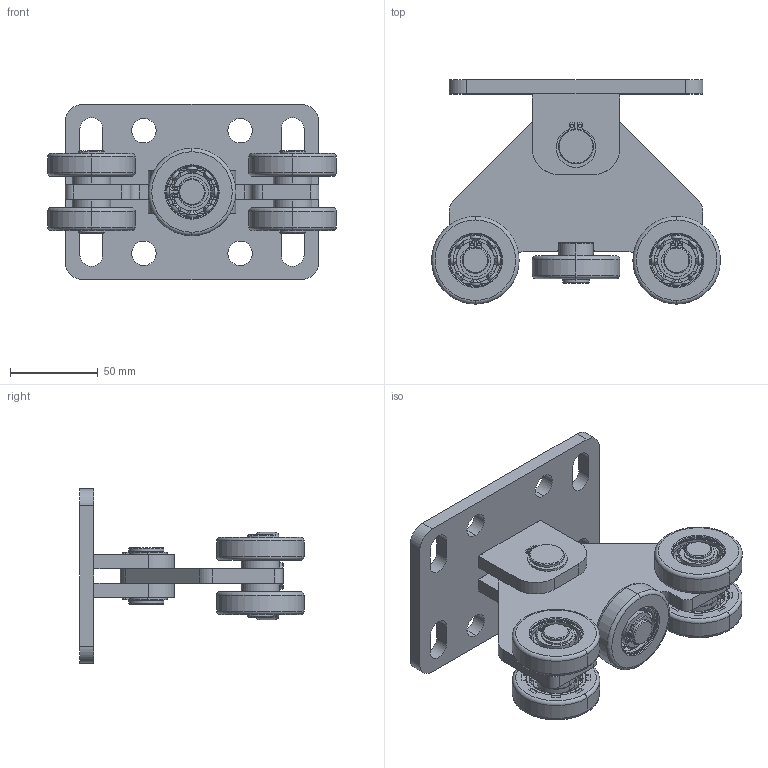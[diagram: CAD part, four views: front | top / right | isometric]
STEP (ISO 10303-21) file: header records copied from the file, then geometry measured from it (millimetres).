
FILE_DESCRIPTION (( 'STEP AP214' ), '1' );
FILE_NAME ('H-34BP-4-60x60.STEP', '2022-12-15T10:52:46', ( '' ), ( '' ), 'SwSTEP 2.0', 'SolidWorks 2019', '' );
FILE_SCHEMA (( 'AUTOMOTIVE_DESIGN' ));
Length unit declared in the file: millimetre
Products named in the file (21): H-34BP-4-60x60 P8; roulement_6202_2_01; roulement_6202_2; H-34BP-4-60x60 P1; KRUZOK DIN 471_POISTNY_KRUZOK_ 20; H-34BP-4-60x60; H-34BP-4-60x60 P4; H-34BP-4-60x60 P3; H-34BP-4-60x60 P2; roulement_6202_2_03; H-34BP-4-60x60 P7; H-34BP-4-60x60 Z1; H-34BP-4-60x60 P6; H-34BP-4-60x60 Z3; roulement_6202_2_02; KRUZOK DIN 471_POISTNY_KRUZOK_ 15; H-34BP-4-60x60 P5
Assembly tree (46 placements, depth 3):
  H-34BP-4-60x60
    H-34BP-4-60x60 Z1
      H-34BP-4-60x60 P1
      H-34BP-4-60x60 P2  x2
    H-34BP-4-60x60 Z3
      H-34BP-4-60x60 P3
      H-34BP-4-60x60 P6
    H-34BP-4-60x60 P4
    roulement_6202_2
      roulement_6202_2_01
      roulement_6202_2_02
      roulement_6202_2_03
    H-34BP-4-60x60 P7  x5
    roulement_6202_2
      roulement_6202_2_01
      roulement_6202_2_02
      roulement_6202_2_03
    roulement_6202_2
      roulement_6202_2_01
      roulement_6202_2_02
      roulement_6202_2_03
    roulement_6202_2
      roulement_6202_2_01
      roulement_6202_2_02
      roulement_6202_2_03
    roulement_6202_2
      roulement_6202_2_01
      roulement_6202_2_02
      roulement_6202_2_03
    H-34BP-4-60x60 P5  x2
    H-34BP-4-60x60 P8  x4
    KRUZOK DIN 471_POISTNY_KRUZOK_ 15  x5
    KRUZOK DIN 471_POISTNY_KRUZOK_ 20  x2
Bounding box: 165 x 128 x 100 mm (x, y, z)
Volume: 331495.4 mm3; surface area: 140502 mm2
Topology: 39 solids, 39 shells, 1950 faces, 4826 edges, 2964 vertices
Faces by surface type: plane 926, cylinder 424, cone 320, torus 200, sphere 80
Entity records: 24730 total; most frequent: CARTESIAN_POINT 5568, DIRECTION 3986, ORIENTED_EDGE 3732, EDGE_CURVE 1866, AXIS2_PLACEMENT_3D 1562, VERTEX_POINT 1144, LINE 862, VECTOR 862
